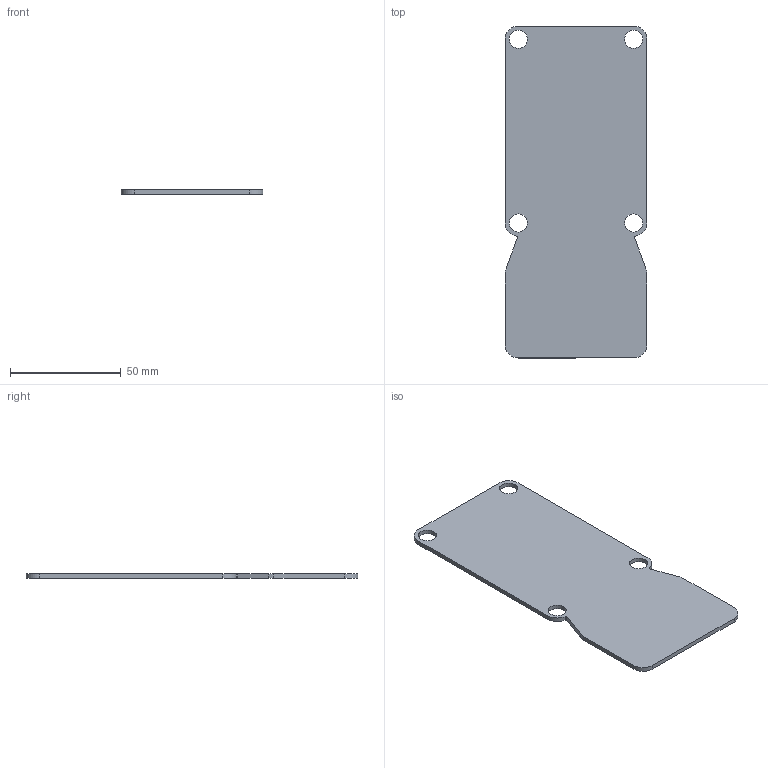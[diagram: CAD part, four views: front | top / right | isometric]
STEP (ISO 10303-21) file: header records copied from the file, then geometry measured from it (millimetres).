
FILE_DESCRIPTION(/* description */ (''),/* implementation_level */ '2;1');
FILE_NAME(/* name */ '10510PAF.stp',/* time_stamp */ '2019-08-14T12:10:06+02:00',/* author */ ('Marc'),/* organization */ (''),/* preprocessor_version */ 'ST-DEVELOPER v17.2',/* originating_system */ 'Autodesk Inventor 2019',/* authorisation */ '');
FILE_SCHEMA (('AUTOMOTIVE_DESIGN { 1 0 10303 214 3 1 1 }'));
Length unit declared in the file: millimetre
Products named in the file (1): 10510PAF
Bounding box: 64 x 150 x 2 mm (x, y, z)
Volume: 18503.9 mm3; surface area: 19560.5 mm2
Topology: 1 solids, 1 shells, 24 faces, 66 edges, 44 vertices
Faces by surface type: cylinder 14, plane 10
Full cylindrical faces by diameter (mm): 8.2 x4
Entity records: 835 total; most frequent: DIRECTION 144, CARTESIAN_POINT 135, ORIENTED_EDGE 132, EDGE_CURVE 66, AXIS2_PLACEMENT_3D 53, VERTEX_POINT 44, LINE 38, VECTOR 38
